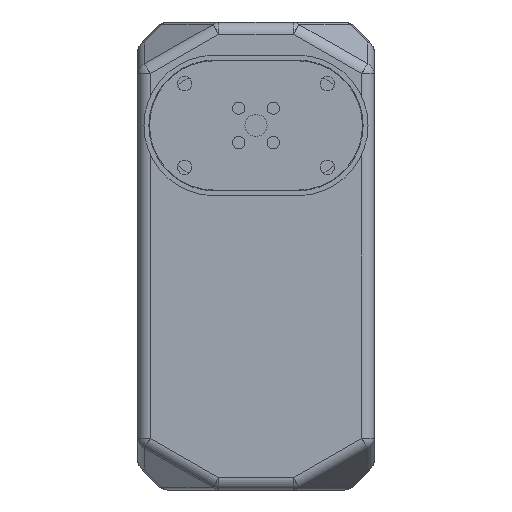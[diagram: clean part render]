
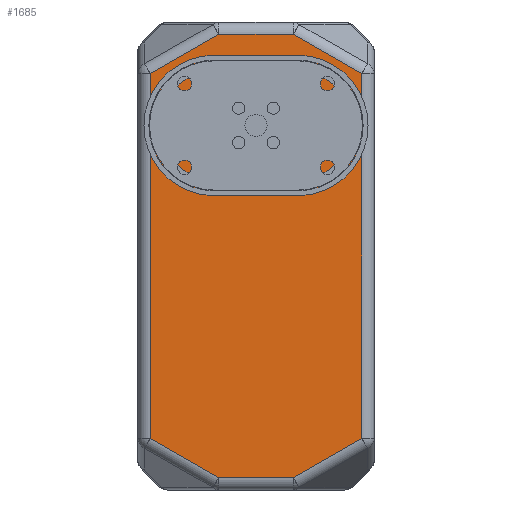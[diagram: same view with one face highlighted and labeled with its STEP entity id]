
A CAD part, front view. The second image highlights one B-rep face of the part: STEP entity #1685.
In plain terms, the highlighted planar face has unit normal (0, -1, 0).
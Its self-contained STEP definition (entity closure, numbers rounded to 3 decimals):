
#922=FACE_BOUND('',#2722,.T.);
#923=FACE_BOUND('',#2723,.T.);
#924=FACE_BOUND('',#2724,.T.);
#925=FACE_BOUND('',#2725,.T.);
#1341=CIRCLE('',#9017,2.5);
#1342=CIRCLE('',#9018,2.5);
#1343=CIRCLE('',#9019,2.5);
#1344=CIRCLE('',#9020,2.5);
#1345=CIRCLE('',#9021,2.5);
#1346=CIRCLE('',#9022,2.5);
#1347=CIRCLE('',#9023,2.5);
#1348=CIRCLE('',#9024,2.5);
#1685=ADVANCED_FACE('',(#922,#923,#924,#925),#2026,.T.);
#2026=PLANE('',#9025);
#2722=EDGE_LOOP('',(#3767,#3768,#3769,#3770,#3771,#3772,#3773,#3774));
#2723=EDGE_LOOP('',(#3775,#3776,#3777,#3778));
#2724=EDGE_LOOP('',(#3779,#3780,#3781,#3782));
#2725=EDGE_LOOP('',(#3783,#3784,#3785,#3786));
#3767=ORIENTED_EDGE('',*,*,#6567,.F.);
#3768=ORIENTED_EDGE('',*,*,#6568,.T.);
#3769=ORIENTED_EDGE('',*,*,#6569,.F.);
#3770=ORIENTED_EDGE('',*,*,#6570,.T.);
#3771=ORIENTED_EDGE('',*,*,#6571,.F.);
#3772=ORIENTED_EDGE('',*,*,#6572,.T.);
#3773=ORIENTED_EDGE('',*,*,#6573,.F.);
#3774=ORIENTED_EDGE('',*,*,#6574,.T.);
#3775=ORIENTED_EDGE('',*,*,#6562,.F.);
#3776=ORIENTED_EDGE('',*,*,#6560,.F.);
#3777=ORIENTED_EDGE('',*,*,#6566,.F.);
#3778=ORIENTED_EDGE('',*,*,#6564,.F.);
#3779=ORIENTED_EDGE('',*,*,#6575,.T.);
#3780=ORIENTED_EDGE('',*,*,#6576,.T.);
#3781=ORIENTED_EDGE('',*,*,#6577,.T.);
#3782=ORIENTED_EDGE('',*,*,#6578,.T.);
#3783=ORIENTED_EDGE('',*,*,#6579,.T.);
#3784=ORIENTED_EDGE('',*,*,#6580,.T.);
#3785=ORIENTED_EDGE('',*,*,#6581,.T.);
#3786=ORIENTED_EDGE('',*,*,#6582,.T.);
#5683=VERTEX_POINT('',#13040);
#5684=VERTEX_POINT('',#13042);
#5685=VERTEX_POINT('',#13046);
#5686=VERTEX_POINT('',#13050);
#5687=VERTEX_POINT('',#13056);
#5688=VERTEX_POINT('',#13057);
#5689=VERTEX_POINT('',#13059);
#5690=VERTEX_POINT('',#13061);
#5691=VERTEX_POINT('',#13063);
#5692=VERTEX_POINT('',#13065);
#5693=VERTEX_POINT('',#13067);
#5694=VERTEX_POINT('',#13069);
#5695=VERTEX_POINT('',#13072);
#5696=VERTEX_POINT('',#13073);
#5697=VERTEX_POINT('',#13075);
#5698=VERTEX_POINT('',#13077);
#5699=VERTEX_POINT('',#13080);
#5700=VERTEX_POINT('',#13081);
#5701=VERTEX_POINT('',#13083);
#5702=VERTEX_POINT('',#13085);
#6560=EDGE_CURVE('',#5683,#5684,#7511,.T.);
#6562=EDGE_CURVE('',#5684,#5685,#7513,.T.);
#6564=EDGE_CURVE('',#5685,#5686,#7515,.T.);
#6566=EDGE_CURVE('',#5686,#5683,#7517,.T.);
#6567=EDGE_CURVE('',#5687,#5688,#7518,.T.);
#6568=EDGE_CURVE('',#5687,#5689,#7519,.T.);
#6569=EDGE_CURVE('',#5690,#5689,#7520,.T.);
#6570=EDGE_CURVE('',#5690,#5691,#7521,.T.);
#6571=EDGE_CURVE('',#5692,#5691,#7522,.T.);
#6572=EDGE_CURVE('',#5692,#5693,#7523,.T.);
#6573=EDGE_CURVE('',#5694,#5693,#7524,.T.);
#6574=EDGE_CURVE('',#5694,#5688,#7525,.T.);
#6575=EDGE_CURVE('',#5695,#5696,#1341,.T.);
#6576=EDGE_CURVE('',#5696,#5697,#1342,.T.);
#6577=EDGE_CURVE('',#5697,#5698,#1343,.T.);
#6578=EDGE_CURVE('',#5698,#5695,#1344,.T.);
#6579=EDGE_CURVE('',#5699,#5700,#1345,.T.);
#6580=EDGE_CURVE('',#5700,#5701,#1346,.T.);
#6581=EDGE_CURVE('',#5701,#5702,#1347,.T.);
#6582=EDGE_CURVE('',#5702,#5699,#1348,.T.);
#7511=LINE('',#13041,#8195);
#7513=LINE('',#13045,#8197);
#7515=LINE('',#13049,#8199);
#7517=LINE('',#13053,#8201);
#7518=LINE('',#13055,#8202);
#7519=LINE('',#13058,#8203);
#7520=LINE('',#13060,#8204);
#7521=LINE('',#13062,#8205);
#7522=LINE('',#13064,#8206);
#7523=LINE('',#13066,#8207);
#7524=LINE('',#13068,#8208);
#7525=LINE('',#13070,#8209);
#8195=VECTOR('',#10414,1.);
#8197=VECTOR('',#10418,1.);
#8199=VECTOR('',#10422,1.);
#8201=VECTOR('',#10426,1.);
#8202=VECTOR('',#10429,1.);
#8203=VECTOR('',#10430,1.);
#8204=VECTOR('',#10431,1.);
#8205=VECTOR('',#10432,1.);
#8206=VECTOR('',#10433,1.);
#8207=VECTOR('',#10434,1.);
#8208=VECTOR('',#10435,1.);
#8209=VECTOR('',#10436,1.);
#9017=AXIS2_PLACEMENT_3D('',#13071,#10437,#10438);
#9018=AXIS2_PLACEMENT_3D('',#13074,#10439,#10440);
#9019=AXIS2_PLACEMENT_3D('',#13076,#10441,#10442);
#9020=AXIS2_PLACEMENT_3D('',#13078,#10443,#10444);
#9021=AXIS2_PLACEMENT_3D('',#13079,#10445,#10446);
#9022=AXIS2_PLACEMENT_3D('',#13082,#10447,#10448);
#9023=AXIS2_PLACEMENT_3D('',#13084,#10449,#10450);
#9024=AXIS2_PLACEMENT_3D('',#13086,#10451,#10452);
#9025=AXIS2_PLACEMENT_3D('',#13087,#10453,#10454);
#10414=DIRECTION('',(1.,0.,0.));
#10418=DIRECTION('',(0.,0.,1.));
#10422=DIRECTION('',(-1.,0.,0.));
#10426=DIRECTION('',(0.,0.,-1.));
#10429=DIRECTION('',(1.,0.,0.));
#10430=DIRECTION('',(-0.868,0.,-0.496));
#10431=DIRECTION('',(0.,0.,1.));
#10432=DIRECTION('',(0.868,0.,-0.496));
#10433=DIRECTION('',(-1.,0.,0.));
#10434=DIRECTION('',(0.868,0.,0.496));
#10435=DIRECTION('',(0.,0.,-1.));
#10436=DIRECTION('',(-0.868,0.,0.496));
#10437=DIRECTION('',(0.,1.,0.));
#10438=DIRECTION('',(-1.,0.,0.));
#10439=DIRECTION('',(0.,1.,0.));
#10440=DIRECTION('',(0.,0.,1.));
#10441=DIRECTION('',(0.,1.,0.));
#10442=DIRECTION('',(1.,0.,0.));
#10443=DIRECTION('',(0.,1.,0.));
#10444=DIRECTION('',(0.,0.,-1.));
#10445=DIRECTION('',(0.,1.,0.));
#10446=DIRECTION('',(-1.,0.,0.));
#10447=DIRECTION('',(0.,1.,0.));
#10448=DIRECTION('',(0.,0.,1.));
#10449=DIRECTION('',(0.,1.,0.));
#10450=DIRECTION('',(1.,0.,0.));
#10451=DIRECTION('',(0.,1.,0.));
#10452=DIRECTION('',(0.,0.,-1.));
#10453=DIRECTION('',(0.,-1.,0.));
#10454=DIRECTION('',(-1.,0.,0.));
#13040=CARTESIAN_POINT('',(-18.,476.,-18.));
#13041=CARTESIAN_POINT('',(-18.,476.,-18.));
#13042=CARTESIAN_POINT('',(18.,476.,-18.));
#13045=CARTESIAN_POINT('',(18.,476.,-18.));
#13046=CARTESIAN_POINT('',(18.,476.,18.));
#13049=CARTESIAN_POINT('',(18.,476.,18.));
#13050=CARTESIAN_POINT('',(-18.,476.,18.));
#13053=CARTESIAN_POINT('',(-18.,476.,18.));
#13055=CARTESIAN_POINT('',(-15.139,476.,37.));
#13056=CARTESIAN_POINT('',(-15.139,476.,37.));
#13057=CARTESIAN_POINT('',(15.139,476.,37.));
#13058=CARTESIAN_POINT('',(-15.139,476.,37.));
#13059=CARTESIAN_POINT('',(-43.,476.,21.079));
#13060=CARTESIAN_POINT('',(-43.,476.,-127.079));
#13061=CARTESIAN_POINT('',(-43.,476.,-127.079));
#13062=CARTESIAN_POINT('',(-43.,476.,-127.079));
#13063=CARTESIAN_POINT('',(-15.139,476.,-143.));
#13064=CARTESIAN_POINT('',(15.139,476.,-143.));
#13065=CARTESIAN_POINT('',(15.139,476.,-143.));
#13066=CARTESIAN_POINT('',(15.139,476.,-143.));
#13067=CARTESIAN_POINT('',(43.,476.,-127.079));
#13068=CARTESIAN_POINT('',(43.,476.,21.079));
#13069=CARTESIAN_POINT('',(43.,476.,21.079));
#13070=CARTESIAN_POINT('',(43.,476.,21.079));
#13071=CARTESIAN_POINT('',(25.5,476.,0.));
#13072=CARTESIAN_POINT('',(23.,476.,0.));
#13073=CARTESIAN_POINT('',(25.5,476.,2.5));
#13074=CARTESIAN_POINT('',(25.5,476.,0.));
#13075=CARTESIAN_POINT('',(28.,476.,0.));
#13076=CARTESIAN_POINT('',(25.5,476.,0.));
#13077=CARTESIAN_POINT('',(25.5,476.,-2.5));
#13078=CARTESIAN_POINT('',(25.5,476.,0.));
#13079=CARTESIAN_POINT('',(-25.5,476.,0.));
#13080=CARTESIAN_POINT('',(-28.,476.,0.));
#13081=CARTESIAN_POINT('',(-25.5,476.,2.5));
#13082=CARTESIAN_POINT('',(-25.5,476.,0.));
#13083=CARTESIAN_POINT('',(-23.,476.,0.));
#13084=CARTESIAN_POINT('',(-25.5,476.,0.));
#13085=CARTESIAN_POINT('',(-25.5,476.,-2.5));
#13086=CARTESIAN_POINT('',(-25.5,476.,0.));
#13087=CARTESIAN_POINT('',(-48.,476.,-148.));
